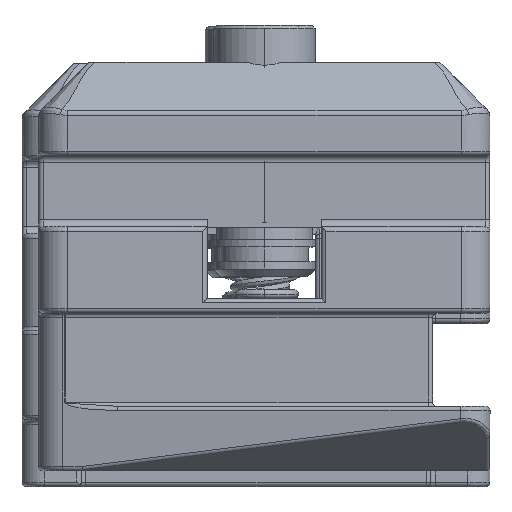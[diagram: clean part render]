
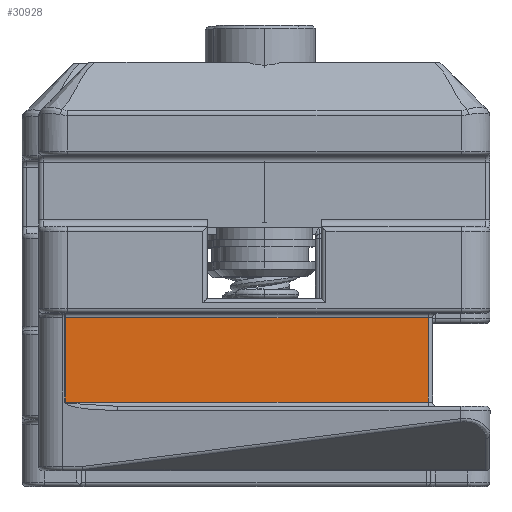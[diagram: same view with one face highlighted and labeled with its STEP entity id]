
A CAD part, top view. The second image highlights one B-rep face of the part: STEP entity #30928.
In plain terms, the highlighted planar face has unit normal (0, 0, 1).
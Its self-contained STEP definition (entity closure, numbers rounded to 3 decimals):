
#1829 = DIRECTION ( 'NONE',  ( -1., 0., 0. ) ) ;
#2427 = FACE_OUTER_BOUND ( 'NONE', #5907, .T. ) ;
#3569 = ORIENTED_EDGE ( 'NONE', *, *, #30749, .F. ) ;
#4364 = VECTOR ( 'NONE', #1829, 1000. ) ;
#5907 = EDGE_LOOP ( 'NONE', ( #17776, #18688, #22837, #3569 ) ) ;
#6847 = CARTESIAN_POINT ( 'NONE',  ( -113.222, 48.195, -25.986 ) ) ;
#9808 = LINE ( 'NONE', #21591, #28805 ) ;
#11640 = CARTESIAN_POINT ( 'NONE',  ( -84.474, 47.904, -25.986 ) ) ;
#11642 = DIRECTION ( 'NONE',  ( 0., 1., 0. ) ) ;
#12101 = DIRECTION ( 'NONE',  ( 0., 0., -1. ) ) ;
#14643 = EDGE_CURVE ( 'NONE', #29639, #18557, #20954, .T. ) ;
#16169 = CARTESIAN_POINT ( 'NONE',  ( -84.474, 42.181, -25.986 ) ) ;
#16268 = VECTOR ( 'NONE', #28009, 1000. ) ;
#16674 = PLANE ( 'NONE',  #22347 ) ;
#17025 = LINE ( 'NONE', #16169, #4364 ) ;
#17776 = ORIENTED_EDGE ( 'NONE', *, *, #25201, .F. ) ;
#18557 = VERTEX_POINT ( 'NONE', #27252 ) ;
#18688 = ORIENTED_EDGE ( 'NONE', *, *, #29569, .T. ) ;
#19541 = VECTOR ( 'NONE', #11642, 1000. ) ;
#19682 = VERTEX_POINT ( 'NONE', #30514 ) ;
#20954 = LINE ( 'NONE', #6847, #19541 ) ;
#21537 = VERTEX_POINT ( 'NONE', #26035 ) ;
#21591 = CARTESIAN_POINT ( 'NONE',  ( -88.645, 48.195, -25.986 ) ) ;
#22347 = AXIS2_PLACEMENT_3D ( 'NONE', #26270, #12101, #28719 ) ;
#22837 = ORIENTED_EDGE ( 'NONE', *, *, #14643, .F. ) ;
#23411 = CARTESIAN_POINT ( 'NONE',  ( -113.222, 42.181, -25.986 ) ) ;
#24002 = DIRECTION ( 'NONE',  ( 0., -1., 0. ) ) ;
#25201 = EDGE_CURVE ( 'NONE', #19682, #21537, #9808, .T. ) ;
#26035 = CARTESIAN_POINT ( 'NONE',  ( -88.645, 42.181, -25.986 ) ) ;
#26270 = CARTESIAN_POINT ( 'NONE',  ( -84.474, 48.195, -25.986 ) ) ;
#27252 = CARTESIAN_POINT ( 'NONE',  ( -113.222, 47.904, -25.986 ) ) ;
#28009 = DIRECTION ( 'NONE',  ( -1., 0., 0. ) ) ;
#28719 = DIRECTION ( 'NONE',  ( -1., 0., 0. ) ) ;
#28805 = VECTOR ( 'NONE', #24002, 1000. ) ;
#28997 = LINE ( 'NONE', #11640, #16268 ) ;
#29569 = EDGE_CURVE ( 'NONE', #19682, #18557, #28997, .T. ) ;
#29639 = VERTEX_POINT ( 'NONE', #23411 ) ;
#30514 = CARTESIAN_POINT ( 'NONE',  ( -88.645, 47.904, -25.986 ) ) ;
#30749 = EDGE_CURVE ( 'NONE', #21537, #29639, #17025, .T. ) ;
#30928 = ADVANCED_FACE ( 'NONE', ( #2427 ), #16674, .F. ) ;
